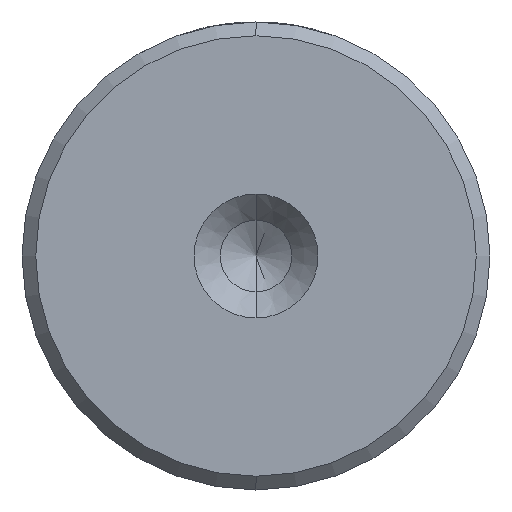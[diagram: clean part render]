
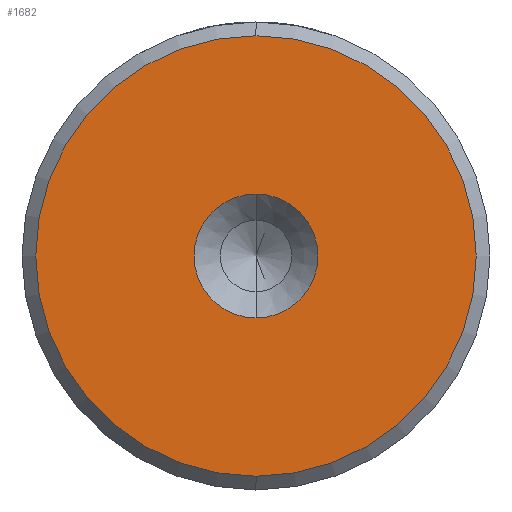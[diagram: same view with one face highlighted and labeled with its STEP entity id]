
A CAD part, left-side view. The second image highlights one B-rep face of the part: STEP entity #1682.
In plain terms, the highlighted planar face has unit normal (-1, 0, 0).
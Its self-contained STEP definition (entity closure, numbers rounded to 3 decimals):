
#14 = CIRCLE ( 'NONE', #1641, 2.25 ) ;
#28 = DIRECTION ( 'NONE',  ( -1., 0., 0. ) ) ;
#44 = CARTESIAN_POINT ( 'NONE',  ( 0., 0., 0. ) ) ;
#81 = CARTESIAN_POINT ( 'NONE',  ( 0., 0., 8. ) ) ;
#122 = EDGE_LOOP ( 'NONE', ( #1051, #356 ) ) ;
#323 = EDGE_CURVE ( 'NONE', #1824, #328, #1751, .T. ) ;
#328 = VERTEX_POINT ( 'NONE', #1719 ) ;
#342 = CIRCLE ( 'NONE', #2265, 8. ) ;
#356 = ORIENTED_EDGE ( 'NONE', *, *, #323, .F. ) ;
#363 = DIRECTION ( 'NONE',  ( -1., 0., 0. ) ) ;
#393 = FACE_OUTER_BOUND ( 'NONE', #452, .T. ) ;
#452 = EDGE_LOOP ( 'NONE', ( #1940, #2015 ) ) ;
#527 = VERTEX_POINT ( 'NONE', #1645 ) ;
#554 = CARTESIAN_POINT ( 'NONE',  ( 0., 0., 0. ) ) ;
#565 = EDGE_CURVE ( 'NONE', #328, #1824, #14, .T. ) ;
#671 = DIRECTION ( 'NONE',  ( -1., 0., 0. ) ) ;
#676 = DIRECTION ( 'NONE',  ( 0., 0., 1. ) ) ;
#730 = DIRECTION ( 'NONE',  ( 0., 0., 1. ) ) ;
#1051 = ORIENTED_EDGE ( 'NONE', *, *, #565, .F. ) ;
#1208 = VERTEX_POINT ( 'NONE', #81 ) ;
#1273 = DIRECTION ( 'NONE',  ( 0., 0., 1. ) ) ;
#1357 = DIRECTION ( 'NONE',  ( -1., 0., 0. ) ) ;
#1370 = PLANE ( 'NONE',  #2038 ) ;
#1375 = CARTESIAN_POINT ( 'NONE',  ( 0., 0., 0. ) ) ;
#1406 = CARTESIAN_POINT ( 'NONE',  ( 0., 0., 0. ) ) ;
#1477 = CIRCLE ( 'NONE', #2054, 8. ) ;
#1544 = CARTESIAN_POINT ( 'NONE',  ( 0., 0., 0. ) ) ;
#1582 = DIRECTION ( 'NONE',  ( 0., 0., 1. ) ) ;
#1641 = AXIS2_PLACEMENT_3D ( 'NONE', #44, #28, #2219 ) ;
#1645 = CARTESIAN_POINT ( 'NONE',  ( 0., 0., -8. ) ) ;
#1682 = ADVANCED_FACE ( 'NONE', ( #393, #1785 ), #1370, .T. ) ;
#1719 = CARTESIAN_POINT ( 'NONE',  ( 0., 0., 2.25 ) ) ;
#1751 = CIRCLE ( 'NONE', #2150, 2.25 ) ;
#1763 = DIRECTION ( 'NONE',  ( -1., 0., 0. ) ) ;
#1768 = EDGE_CURVE ( 'NONE', #527, #1208, #342, .T. ) ;
#1785 = FACE_BOUND ( 'NONE', #122, .T. ) ;
#1824 = VERTEX_POINT ( 'NONE', #1932 ) ;
#1932 = CARTESIAN_POINT ( 'NONE',  ( 0., 0., -2.25 ) ) ;
#1940 = ORIENTED_EDGE ( 'NONE', *, *, #1768, .T. ) ;
#2015 = ORIENTED_EDGE ( 'NONE', *, *, #2066, .T. ) ;
#2038 = AXIS2_PLACEMENT_3D ( 'NONE', #1544, #671, #676 ) ;
#2054 = AXIS2_PLACEMENT_3D ( 'NONE', #554, #1763, #730 ) ;
#2066 = EDGE_CURVE ( 'NONE', #1208, #527, #1477, .T. ) ;
#2150 = AXIS2_PLACEMENT_3D ( 'NONE', #1375, #1357, #1273 ) ;
#2219 = DIRECTION ( 'NONE',  ( 0., 0., 1. ) ) ;
#2265 = AXIS2_PLACEMENT_3D ( 'NONE', #1406, #363, #1582 ) ;
